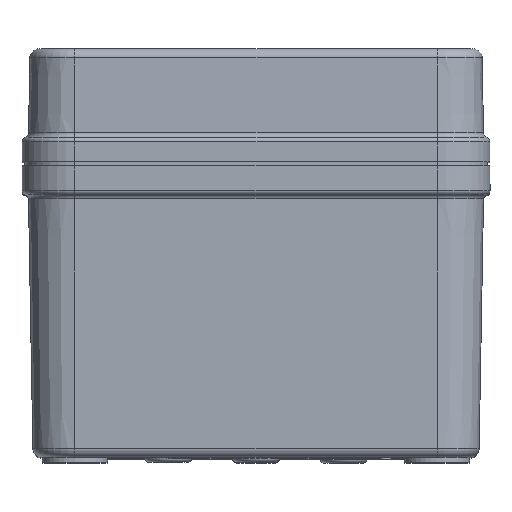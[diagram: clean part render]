
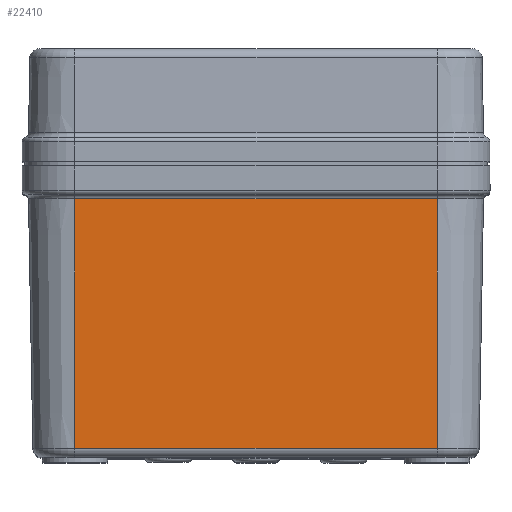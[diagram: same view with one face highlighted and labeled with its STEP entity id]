
A CAD part, top view. The second image highlights one B-rep face of the part: STEP entity #22410.
In plain terms, the highlighted face is planar.
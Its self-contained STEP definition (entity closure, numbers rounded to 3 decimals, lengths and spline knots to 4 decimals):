
#1352=FACE_OUTER_BOUND('',#2716,.T.);
#2716=EDGE_LOOP('',(#15049,#15050,#15051,#15052));
#4246=LINE('',#32487,#6457);
#4266=LINE('',#32570,#6477);
#4267=LINE('',#32573,#6478);
#4268=LINE('',#32574,#6479);
#6457=VECTOR('',#26072,2.441);
#6477=VECTOR('',#26180,1.6811);
#6478=VECTOR('',#26183,2.441);
#6479=VECTOR('',#26184,1.6811);
#9463=VERTEX_POINT('',#32480);
#9465=VERTEX_POINT('',#32486);
#9484=VERTEX_POINT('',#32568);
#9485=VERTEX_POINT('',#32572);
#11612=EDGE_CURVE('',#9465,#9463,#4246,.T.);
#11654=EDGE_CURVE('',#9463,#9484,#4266,.T.);
#11655=EDGE_CURVE('',#9485,#9484,#4267,.T.);
#11656=EDGE_CURVE('',#9465,#9485,#4268,.T.);
#15049=ORIENTED_EDGE('',*,*,#11612,.T.);
#15050=ORIENTED_EDGE('',*,*,#11654,.T.);
#15051=ORIENTED_EDGE('',*,*,#11655,.F.);
#15052=ORIENTED_EDGE('',*,*,#11656,.F.);
#21595=PLANE('',#23946);
#22410=ADVANCED_FACE('',(#1352),#21595,.T.);
#23946=AXIS2_PLACEMENT_3D('',#32571,#26181,#26182);
#26072=DIRECTION('',(0.,1.,0.));
#26180=DIRECTION('',(0.017,0.,-1.));
#26181=DIRECTION('center_axis',(-1.,0.,-0.017));
#26182=DIRECTION('ref_axis',(0.,-1.,0.));
#26183=DIRECTION('',(0.,1.,0.));
#26184=DIRECTION('',(0.017,0.,-1.));
#32480=CARTESIAN_POINT('',(-2.1241,1.2205,-0.2223));
#32486=CARTESIAN_POINT('',(-2.1241,-1.2205,-0.2223));
#32487=CARTESIAN_POINT('',(-2.1241,-1.2205,-0.2223));
#32568=CARTESIAN_POINT('',(-2.0948,1.2205,-1.9031));
#32570=CARTESIAN_POINT('',(-2.1241,1.2205,-0.2223));
#32571=CARTESIAN_POINT('Origin',(-2.128,-1.2913,0.));
#32572=CARTESIAN_POINT('',(-2.0948,-1.2205,-1.9031));
#32573=CARTESIAN_POINT('',(-2.0948,-1.2205,-1.9031));
#32574=CARTESIAN_POINT('',(-2.1241,-1.2205,-0.2223));
